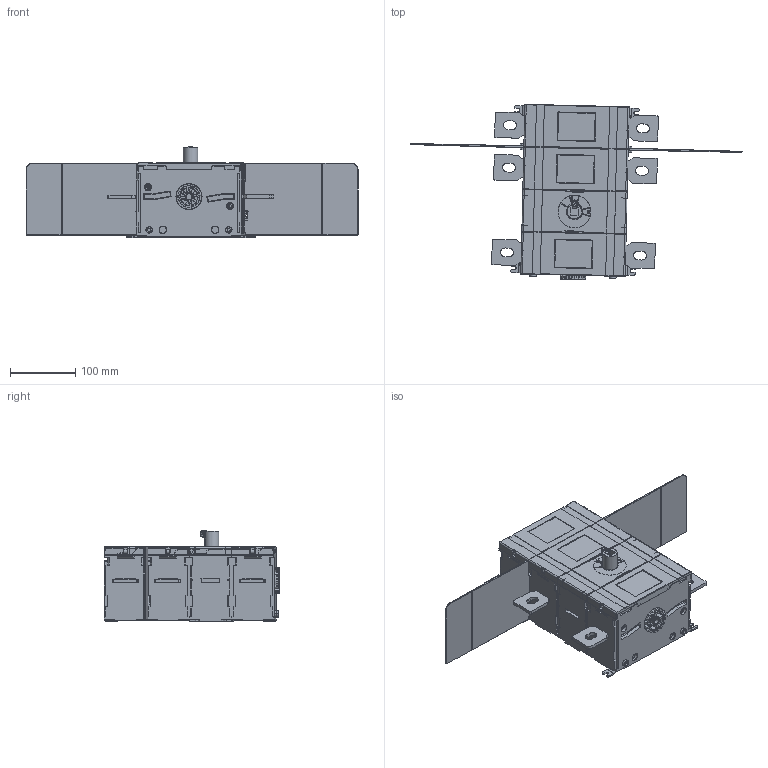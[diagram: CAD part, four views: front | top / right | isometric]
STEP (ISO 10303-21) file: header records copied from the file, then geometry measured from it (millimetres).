
FILE_DESCRIPTION((''),'2;1');
FILE_NAME('OT600U21_IGS','2018-08-06T',('FIALBJO'),(''),'CREO PARAMETRIC BY PTC INC, 2017480','CREO PARAMETRIC BY PTC INC, 2017480','');
FILE_SCHEMA(('AUTOMOTIVE_DESIGN { 1 0 10303 214 1 1 1 1 }'));
Products named in the file (1): OT600U21_IGS
Bounding box: 508.88 x 268.67 x 140 mm (x, y, z)
Volume: 4732823.3 mm3; surface area: 353545.9 mm2
Topology: 1 solids, 35 shells, 3322 faces, 8945 edges, 5710 vertices
Faces by surface type: plane 2069, cylinder 854, torus 198, bspline 92, cone 65, sphere 38, extrusion 6
Entity records: 126457 total; most frequent: CARTESIAN_POINT 44285, ORIENTED_EDGE 17822, DIRECTION 15878, EDGE_CURVE 8911, VECTOR 6298, LINE 6292, VERTEX_POINT 5710, AXIS2_PLACEMENT_3D 4790
